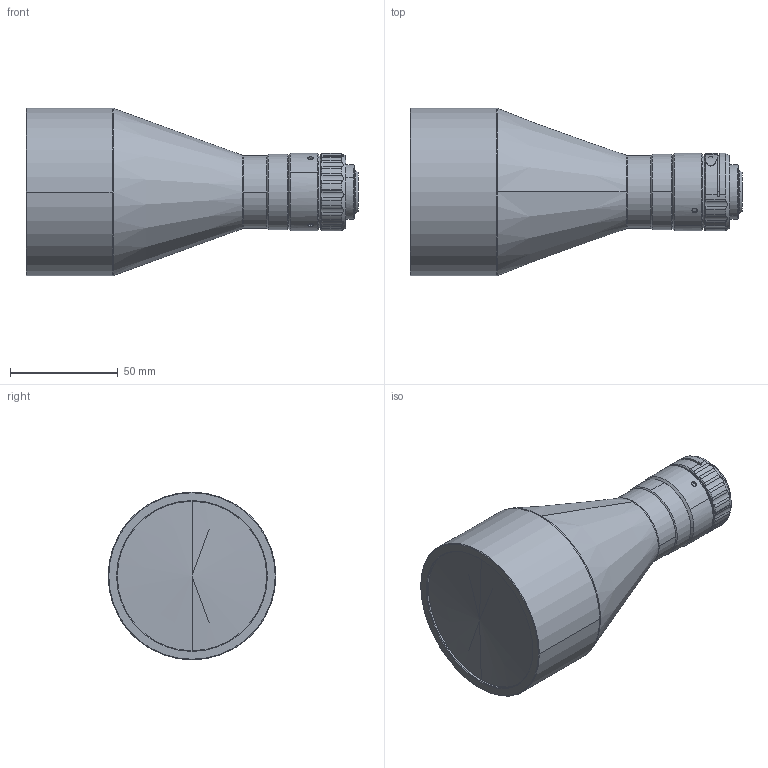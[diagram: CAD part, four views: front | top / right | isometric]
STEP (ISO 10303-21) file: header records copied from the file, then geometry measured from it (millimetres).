
FILE_DESCRIPTION (( 'STEP AP203' ), '1' );
FILE_NAME ('DTCM120-56-AL.STEP', '2019-11-13T08:11:10', ( '' ), ( '' ), 'SwSTEP 2.0', 'SolidWorks 2017', '' );
FILE_SCHEMA (( 'CONFIG_CONTROL_DESIGN' ));
Length unit declared in the file: millimetre
Products named in the file (1): DTCM120-56-AL
Bounding box: 154.4 x 78 x 78 mm (x, y, z)
Volume: 395338.1 mm3; surface area: 33380.1 mm2
Topology: 1 solids, 2 shells, 129 faces, 325 edges, 207 vertices
Faces by surface type: cylinder 66, cone 40, plane 19, bspline 4
Entity records: 4472 total; most frequent: CARTESIAN_POINT 1364, ORIENTED_EDGE 642, DIRECTION 631, EDGE_CURVE 321, AXIS2_PLACEMENT_3D 258, VERTEX_POINT 207, EDGE_LOOP 140, CIRCLE 132
